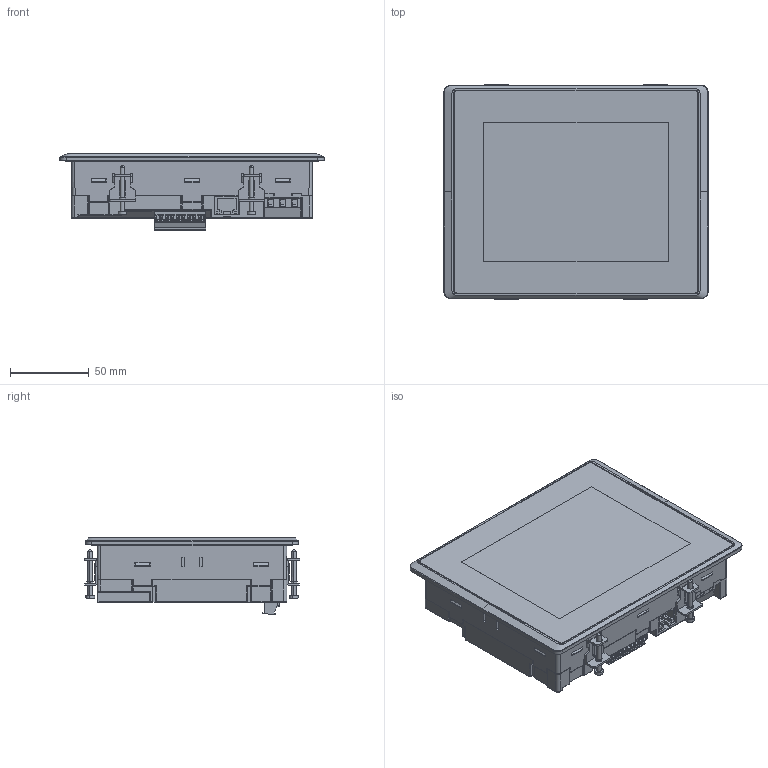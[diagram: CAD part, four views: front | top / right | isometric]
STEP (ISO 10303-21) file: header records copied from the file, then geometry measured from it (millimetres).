
FILE_DESCRIPTION (( 'STEP AP214' ), '1' );
FILE_NAME ('OUTSIDE-HG2G-5T△22TF-□.STEP', '2015-09-25T01:46:18', ( '' ), ( '' ), 'SwSTEP 2.0', 'SolidWorks 2014', '' );
FILE_SCHEMA (( 'AUTOMOTIVE_DESIGN' ));
Length unit declared in the file: millimetre
Products named in the file (5): OUTSIDE-HG2G-5T△22TF-□_ﾃﾞﾌｫﾙﾄ; OUTSIDE-SLD-K02_蹬怮椔; OUTSIDE-HG2G-5T△22TF-□; OUTSIDE-SLDN-STOP-SCREW_蹬怮椔; OUTSIDE-HG1B-FIXED-METAL_蹬怮椔
Assembly tree (7 placements, depth 3):
  OUTSIDE-HG2G-5T△22TF-□
    OUTSIDE-HG2G-5T△22TF-□_ﾃﾞﾌｫﾙﾄ
    OUTSIDE-SLD-K02_蹬怮椔  x4
      OUTSIDE-HG1B-FIXED-METAL_蹬怮椔
      OUTSIDE-SLDN-STOP-SCREW_蹬怮椔
Bounding box: 167.2 x 136.23 x 48.6 mm (x, y, z)
Volume: 739345 mm3; surface area: 85763.4 mm2
Topology: 9 solids, 9 shells, 1764 faces, 4677 edges, 2996 vertices
Faces by surface type: plane 1117, cylinder 497, bspline 80, sphere 42, torus 16, cone 12
Entity records: 51622 total; most frequent: CARTESIAN_POINT 13839, ORIENTED_EDGE 8076, DIRECTION 7457, EDGE_CURVE 4038, VECTOR 2967, LINE 2967, VERTEX_POINT 2594, AXIS2_PLACEMENT_3D 2245
